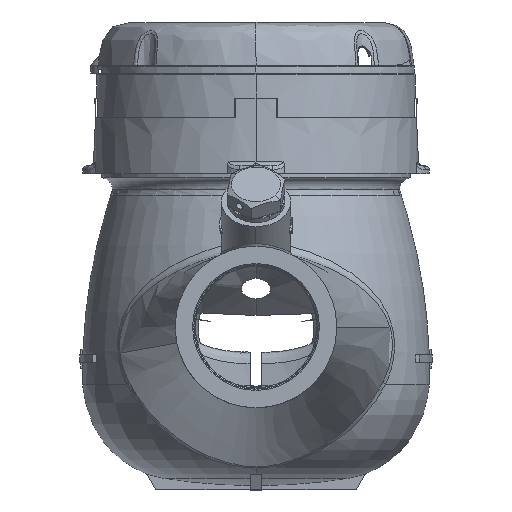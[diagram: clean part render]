
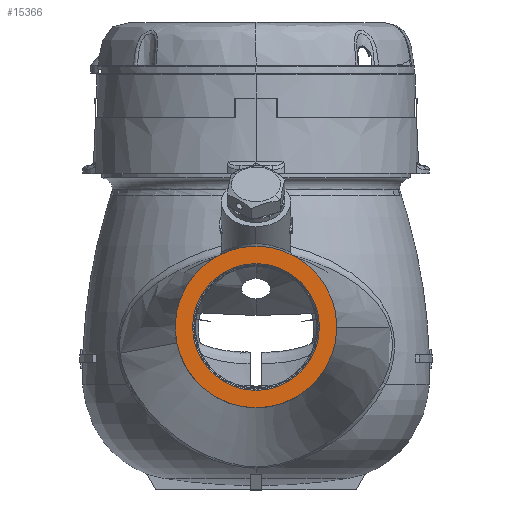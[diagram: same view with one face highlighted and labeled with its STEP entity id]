
A CAD part, top view. The second image highlights one B-rep face of the part: STEP entity #15366.
In plain terms, the highlighted planar face has unit normal (0, 0, 1).
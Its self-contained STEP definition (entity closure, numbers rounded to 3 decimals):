
#471 = DIRECTION ( 'NONE',  ( -1., 0., 0. ) ) ;
#858 = ORIENTED_EDGE ( 'NONE', *, *, #24854, .F. ) ;
#1457 = VERTEX_POINT ( 'NONE', #20202 ) ;
#1596 = DIRECTION ( 'NONE',  ( -1., 0., 0. ) ) ;
#2921 = EDGE_LOOP ( 'NONE', ( #15289, #858 ) ) ;
#3313 = DIRECTION ( 'NONE',  ( 0., 0., -1. ) ) ;
#3543 = AXIS2_PLACEMENT_3D ( 'NONE', #17606, #3313, #15028 ) ;
#4322 = VERTEX_POINT ( 'NONE', #12416 ) ;
#4445 = CARTESIAN_POINT ( 'NONE',  ( 0., 21.392, 135. ) ) ;
#6127 = EDGE_LOOP ( 'NONE', ( #21657, #29617 ) ) ;
#6472 = FACE_BOUND ( 'NONE', #6127, .T. ) ;
#6760 = AXIS2_PLACEMENT_3D ( 'NONE', #14243, #30712, #30496 ) ;
#7774 = DIRECTION ( 'NONE',  ( 0., 0., -1. ) ) ;
#11161 = CIRCLE ( 'NONE', #3543, 20.955 ) ;
#11514 = EDGE_CURVE ( 'NONE', #4322, #25904, #29821, .T. ) ;
#11876 = CARTESIAN_POINT ( 'NONE',  ( 16.45, 21.392, 135. ) ) ;
#11899 = AXIS2_PLACEMENT_3D ( 'NONE', #21665, #7774, #471 ) ;
#12295 = PLANE ( 'NONE',  #11899 ) ;
#12416 = CARTESIAN_POINT ( 'NONE',  ( -16.45, 21.392, 135. ) ) ;
#14176 = DIRECTION ( 'NONE',  ( -1., 0., 0. ) ) ;
#14243 = CARTESIAN_POINT ( 'NONE',  ( 0., 21.392, 135. ) ) ;
#15028 = DIRECTION ( 'NONE',  ( -1., 0., 0. ) ) ;
#15289 = ORIENTED_EDGE ( 'NONE', *, *, #15711, .F. ) ;
#15366 = ADVANCED_FACE ( 'NONE', ( #6472, #23926 ), #12295, .F. ) ;
#15711 = EDGE_CURVE ( 'NONE', #23667, #1457, #27197, .T. ) ;
#16318 = EDGE_CURVE ( 'NONE', #25904, #4322, #19061, .T. ) ;
#17606 = CARTESIAN_POINT ( 'NONE',  ( 0., 21.392, 135. ) ) ;
#18869 = AXIS2_PLACEMENT_3D ( 'NONE', #30093, #30203, #1596 ) ;
#19061 = CIRCLE ( 'NONE', #6760, 16.45 ) ;
#20202 = CARTESIAN_POINT ( 'NONE',  ( 20.955, 21.392, 135. ) ) ;
#21657 = ORIENTED_EDGE ( 'NONE', *, *, #16318, .T. ) ;
#21665 = CARTESIAN_POINT ( 'NONE',  ( -50., 59.339, 135. ) ) ;
#23667 = VERTEX_POINT ( 'NONE', #25860 ) ;
#23926 = FACE_OUTER_BOUND ( 'NONE', #2921, .T. ) ;
#24854 = EDGE_CURVE ( 'NONE', #1457, #23667, #11161, .T. ) ;
#25860 = CARTESIAN_POINT ( 'NONE',  ( -20.955, 21.392, 135. ) ) ;
#25904 = VERTEX_POINT ( 'NONE', #11876 ) ;
#27197 = CIRCLE ( 'NONE', #18869, 20.955 ) ;
#28388 = DIRECTION ( 'NONE',  ( 0., 0., -1. ) ) ;
#29617 = ORIENTED_EDGE ( 'NONE', *, *, #11514, .T. ) ;
#29821 = CIRCLE ( 'NONE', #30309, 16.45 ) ;
#30093 = CARTESIAN_POINT ( 'NONE',  ( 0., 21.392, 135. ) ) ;
#30203 = DIRECTION ( 'NONE',  ( 0., 0., -1. ) ) ;
#30309 = AXIS2_PLACEMENT_3D ( 'NONE', #4445, #28388, #14176 ) ;
#30496 = DIRECTION ( 'NONE',  ( -1., 0., 0. ) ) ;
#30712 = DIRECTION ( 'NONE',  ( 0., 0., -1. ) ) ;
